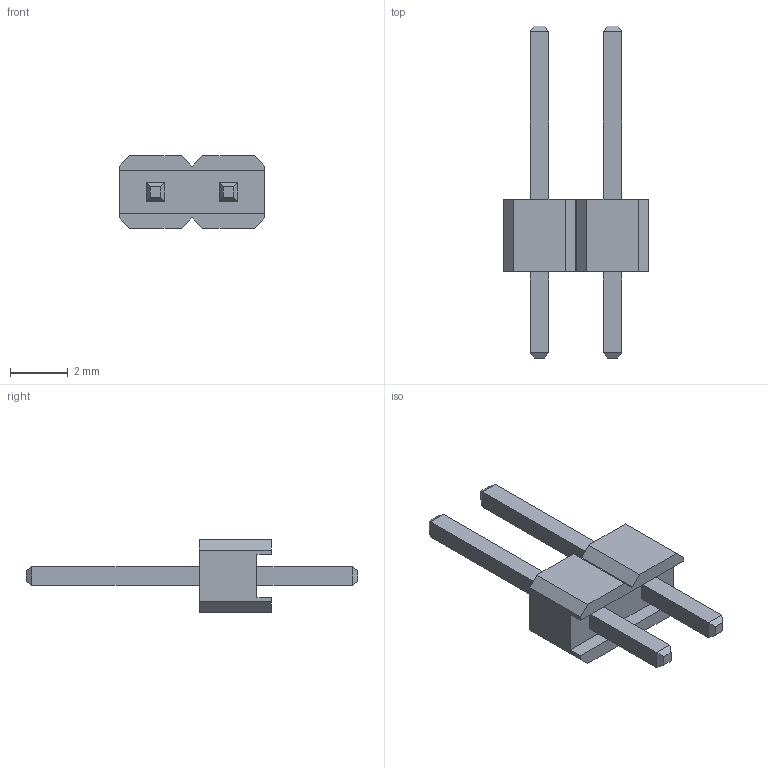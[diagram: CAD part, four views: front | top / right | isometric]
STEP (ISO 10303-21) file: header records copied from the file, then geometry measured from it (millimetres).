
FILE_DESCRIPTION (( 'STEP AP214' ), '1' );
FILE_NAME ('pin254malex2YELLOW.STEP', '2023-07-02T12:49:41', ( '' ), ( '' ), 'SwSTEP 2.0', 'SolidWorks 2022', '' );
FILE_SCHEMA (( 'AUTOMOTIVE_DESIGN' ));
Length unit declared in the file: millimetre
Products named in the file (1): pin254malex2YELLOW
Bounding box: 5.04 x 11.5 x 2.5 mm (x, y, z)
Volume: 34.1 mm3; surface area: 112.4 mm2
Topology: 1 solids, 1 shells, 62 faces, 148 edges, 92 vertices
Faces by surface type: plane 62
Entity records: 2448 total; most frequent: CARTESIAN_POINT 303, ORIENTED_EDGE 296, DIRECTION 274, LINE 148, VECTOR 148, EDGE_CURVE 148, VERTEX_POINT 92, EDGE_LOOP 66
